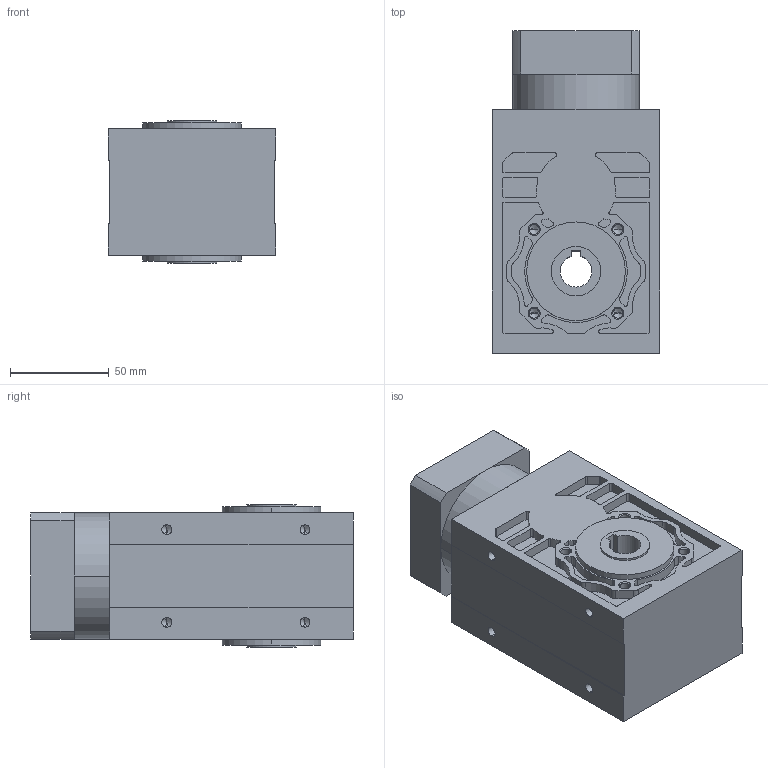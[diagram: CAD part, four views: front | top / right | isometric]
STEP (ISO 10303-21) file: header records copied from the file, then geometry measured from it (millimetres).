
FILE_DESCRIPTION((''),'2;1');
FILE_NAME('AT85-S3-60','2022-06-29T10:28:29',('Administrator'),(''),'CREO PARAMETRIC BY PTC INC, 2019010','CREO PARAMETRIC BY PTC INC, 2019010','');
FILE_SCHEMA(('CONFIG_CONTROL_DESIGN'));
Length unit declared in the file: millimetre
Products named in the file (1): AT85-S3-60
Bounding box: 85 x 163.5 x 72 mm (x, y, z)
Volume: 752544.5 mm3; surface area: 85822.4 mm2
Topology: 1 solids, 1 shells, 439 faces, 1292 edges, 864 vertices
Faces by surface type: cylinder 245, plane 138, cone 56
Entity records: 14802 total; most frequent: DIRECTION 2780, CARTESIAN_POINT 2555, ORIENTED_EDGE 2504, EDGE_CURVE 1252, AXIS2_PLACEMENT_3D 1089, VERTEX_POINT 864, CIRCLE 650, VECTOR 602
